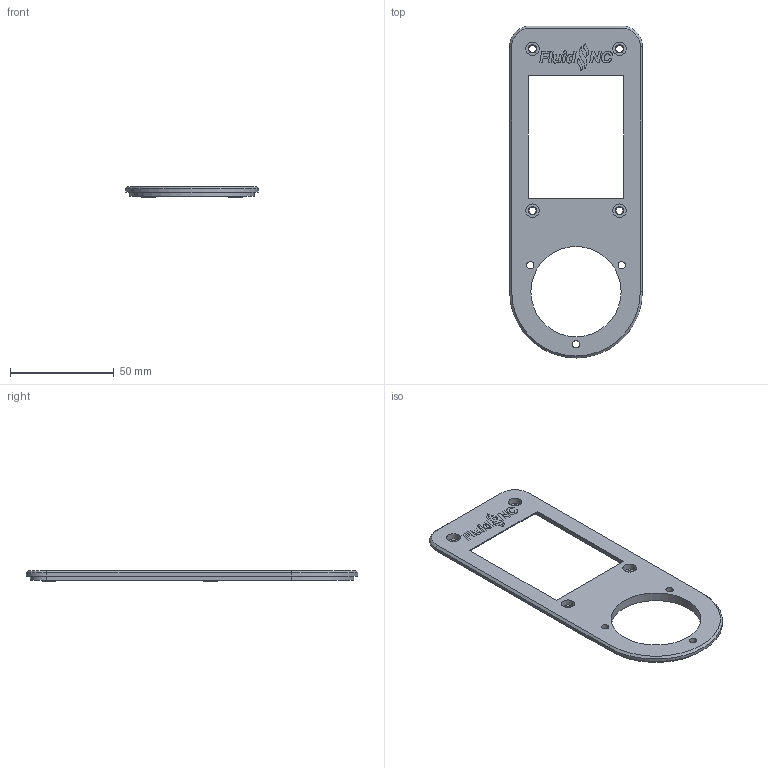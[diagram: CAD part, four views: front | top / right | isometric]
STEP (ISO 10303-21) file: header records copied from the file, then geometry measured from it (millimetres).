
FILE_DESCRIPTION(('FreeCAD Model'),'2;1');
FILE_NAME('Open CASCADE Shape Model','2025-02-26T18:17:44',(''),(''), 'Open CASCADE STEP processor 7.8','FreeCAD','Unknown');
FILE_SCHEMA(('AUTOMOTIVE_DESIGN { 1 0 10303 214 1 1 1 1 }'));
Length unit declared in the file: millimetre
Products named in the file (3): CYD_Dial; Top Rev B; FluidNCLogo
Assembly tree (2 placements, depth 2):
  CYD_Dial
    Top Rev B
    FluidNCLogo
Bounding box: 64 x 160 x 5 mm (x, y, z)
Volume: 18854.5 mm3; surface area: 15550.4 mm2
Topology: 26 solids, 26 shells, 625 faces, 1641 edges, 1092 vertices
Faces by surface type: extrusion 388, plane 208, cylinder 26, cone 3
Full cylindrical faces by diameter (mm): 3.5 x7, 4 x4, 6.5 x8, 43.5 x1
Entity records: 41756 total; most frequent: CARTESIAN_POINT 11055, DIRECTION 4271, VECTOR 3644, ORIENTED_EDGE 3282, PCURVE 3282, DEFINITIONAL_REPRESENTATION 3282, LINE 3256, B_SPLINE_CURVE_WITH_KNOTS 1940
